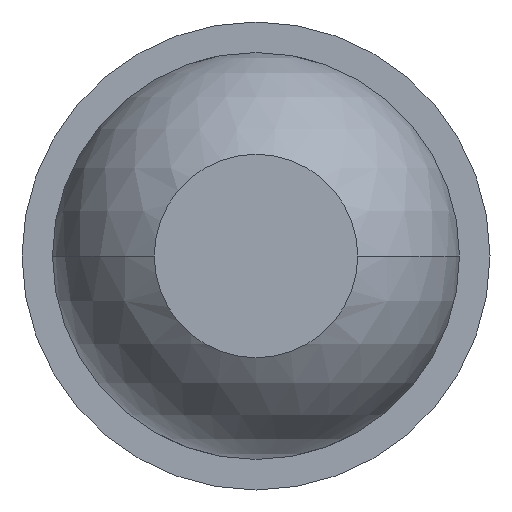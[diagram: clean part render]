
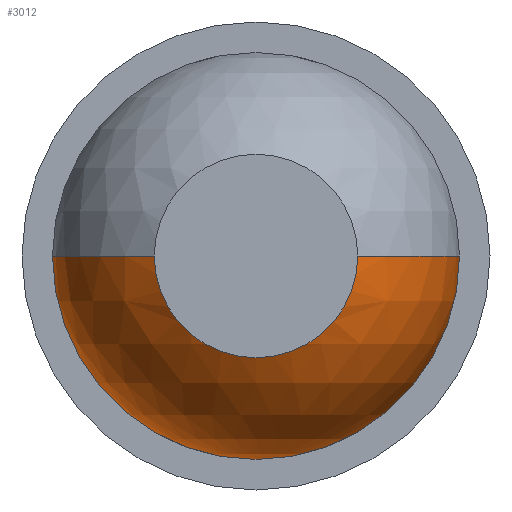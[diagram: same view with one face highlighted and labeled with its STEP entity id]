
A CAD part, front view. The second image highlights one B-rep face of the part: STEP entity #3012.
In plain terms, the highlighted spherical face has radius 0.5 mm.
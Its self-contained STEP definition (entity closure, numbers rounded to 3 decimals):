
#29 = CARTESIAN_POINT ( 'NONE',  ( -0.5, -19.567, 0. ) ) ;
#33 = CARTESIAN_POINT ( 'NONE',  ( -0.25, -20., 0. ) ) ;
#70 = DIRECTION ( 'NONE',  ( 0., 0., -1. ) ) ;
#83 = CIRCLE ( 'NONE', #1179, 0.5 ) ;
#205 = ORIENTED_EDGE ( 'NONE', *, *, #2399, .T. ) ;
#296 = VERTEX_POINT ( 'NONE', #3709 ) ;
#329 = DIRECTION ( 'NONE',  ( 0., 0., 1. ) ) ;
#352 = DIRECTION ( 'NONE',  ( 0., 1., 0. ) ) ;
#365 = ORIENTED_EDGE ( 'NONE', *, *, #1806, .F. ) ;
#366 = DIRECTION ( 'NONE',  ( -1., 0., 0. ) ) ;
#420 = CARTESIAN_POINT ( 'NONE',  ( 0., -19.567, 0. ) ) ;
#521 = EDGE_CURVE ( 'Defeature ausgef�hrt4_2+Defeature ausgef�hrt4_0+Defeature ausgef�hrt4_0+Defeature ausgef�hrt4_0', #2879, #563, #1221, .T. ) ;
#563 = VERTEX_POINT ( 'NONE', #29 ) ;
#669 = ORIENTED_EDGE ( 'NONE', *, *, #3199, .F. ) ;
#726 = CIRCLE ( 'NONE', #3532, 0.5 ) ;
#745 = CARTESIAN_POINT ( 'NONE',  ( 0., -19.567, 0. ) ) ;
#750 = EDGE_CURVE ( 'Defeature ausgef�hrt4_0+Defeature ausgef�hrt4_9+Defeature ausgef�hrt4_9+Defeature ausgef�hrt4_9', #1024, #2554, #3411, .T. ) ;
#757 = EDGE_CURVE ( 'NONE', #2554, #563, #1601, .T. ) ;
#851 = DIRECTION ( 'NONE',  ( 1., 0., 0. ) ) ;
#861 = CARTESIAN_POINT ( 'NONE',  ( 0.25, -20., 0. ) ) ;
#1024 = VERTEX_POINT ( 'NONE', #1262 ) ;
#1029 = EDGE_LOOP ( 'NONE', ( #205, #2340, #2806, #2269, #365, #669 ) ) ;
#1054 = DIRECTION ( 'NONE',  ( 0., 1., 0. ) ) ;
#1179 = AXIS2_PLACEMENT_3D ( 'NONE', #745, #1054, #3155 ) ;
#1221 = CIRCLE ( 'NONE', #2767, 0.5 ) ;
#1262 = CARTESIAN_POINT ( 'NONE',  ( 0., -20., -0.25 ) ) ;
#1360 = VERTEX_POINT ( 'NONE', #861 ) ;
#1414 = CARTESIAN_POINT ( 'NONE',  ( 0., -19.567, 0. ) ) ;
#1426 = AXIS2_PLACEMENT_3D ( 'NONE', #2122, #352, #329 ) ;
#1573 = CARTESIAN_POINT ( 'NONE',  ( 0., -19.567, 0. ) ) ;
#1601 = CIRCLE ( 'NONE', #2024, 0.5 ) ;
#1806 = EDGE_CURVE ( 'Defeature ausgef�hrt4_2+Defeature ausgef�hrt4_0+Defeature ausgef�hrt4_0+Defeature ausgef�hrt4_0', #296, #2879, #83, .T. ) ;
#2015 = DIRECTION ( 'NONE',  ( 0., 0., 1. ) ) ;
#2024 = AXIS2_PLACEMENT_3D ( 'NONE', #1573, #70, #366 ) ;
#2122 = CARTESIAN_POINT ( 'NONE',  ( 0., -20., 0. ) ) ;
#2264 = AXIS2_PLACEMENT_3D ( 'NONE', #3224, #3263, #2015 ) ;
#2269 = ORIENTED_EDGE ( 'NONE', *, *, #521, .F. ) ;
#2340 = ORIENTED_EDGE ( 'NONE', *, *, #750, .T. ) ;
#2399 = EDGE_CURVE ( 'Defeature ausgef�hrt4_0+Defeature ausgef�hrt4_9+Defeature ausgef�hrt4_9+Defeature ausgef�hrt4_9', #1360, #1024, #3744, .T. ) ;
#2431 = SPHERICAL_SURFACE ( 'NONE', #3666, 0.5 ) ;
#2554 = VERTEX_POINT ( 'NONE', #33 ) ;
#2659 = CARTESIAN_POINT ( 'NONE',  ( 0., -19.567, 0. ) ) ;
#2696 = DIRECTION ( 'NONE',  ( 0., 0., 1. ) ) ;
#2767 = AXIS2_PLACEMENT_3D ( 'NONE', #1414, #3257, #3853 ) ;
#2806 = ORIENTED_EDGE ( 'NONE', *, *, #757, .T. ) ;
#2835 = DIRECTION ( 'NONE',  ( 1., 0., 0. ) ) ;
#2879 = VERTEX_POINT ( 'NONE', #3103 ) ;
#3012 = ADVANCED_FACE ( 'Defeature ausgef�hrt4_0', ( #3270 ), #2431, .T. ) ;
#3103 = CARTESIAN_POINT ( 'NONE',  ( 0., -19.567, -0.5 ) ) ;
#3155 = DIRECTION ( 'NONE',  ( 0., 0., 1. ) ) ;
#3199 = EDGE_CURVE ( 'NONE', #1360, #296, #726, .T. ) ;
#3224 = CARTESIAN_POINT ( 'NONE',  ( 0., -20., 0. ) ) ;
#3257 = DIRECTION ( 'NONE',  ( 0., 1., 0. ) ) ;
#3263 = DIRECTION ( 'NONE',  ( 0., 1., 0. ) ) ;
#3270 = FACE_OUTER_BOUND ( 'NONE', #1029, .T. ) ;
#3411 = CIRCLE ( 'NONE', #1426, 0.25 ) ;
#3532 = AXIS2_PLACEMENT_3D ( 'NONE', #2659, #2696, #851 ) ;
#3666 = AXIS2_PLACEMENT_3D ( 'NONE', #420, #3729, #2835 ) ;
#3709 = CARTESIAN_POINT ( 'NONE',  ( 0.5, -19.567, 0. ) ) ;
#3729 = DIRECTION ( 'NONE',  ( 0., 0., -1. ) ) ;
#3744 = CIRCLE ( 'NONE', #2264, 0.25 ) ;
#3853 = DIRECTION ( 'NONE',  ( 0., 0., 1. ) ) ;
